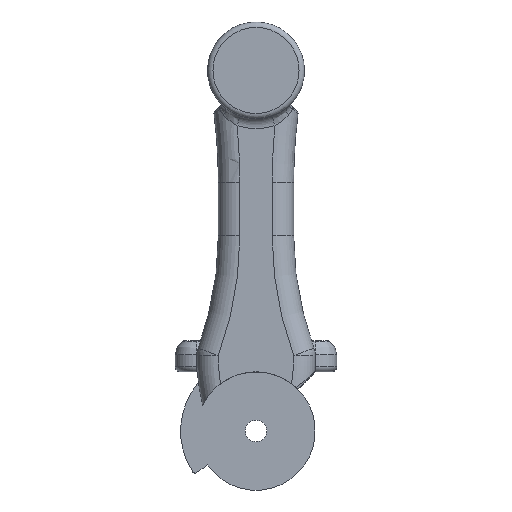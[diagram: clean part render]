
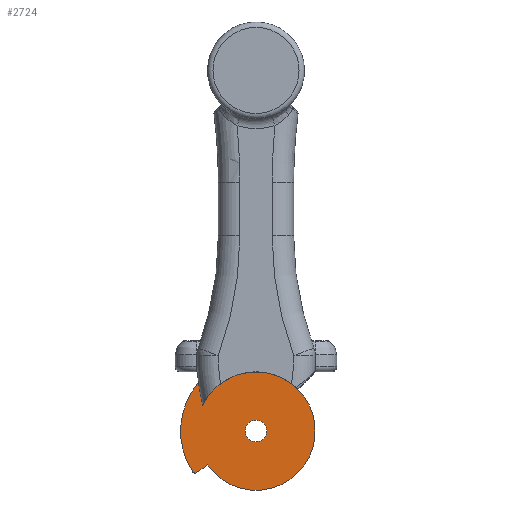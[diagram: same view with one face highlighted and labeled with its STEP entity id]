
A CAD part, left-side view. The second image highlights one B-rep face of the part: STEP entity #2724.
In plain terms, the highlighted planar face has unit normal (-1, 0, 0).
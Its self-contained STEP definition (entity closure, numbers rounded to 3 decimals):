
#105=LINE('',#4689,#229);
#229=VECTOR('',#3244,10.);
#510=FACE_BOUND('',#826,.T.);
#660=FACE_OUTER_BOUND('',#825,.T.);
#825=EDGE_LOOP('',(#2486,#2487,#2488,#2489,#2490,#2491));
#826=EDGE_LOOP('',(#2492));
#880=CIRCLE('',#2823,0.25);
#891=CIRCLE('',#2841,5.5);
#992=CIRCLE('',#3000,7.);
#993=CIRCLE('',#3002,5.5);
#1006=CIRCLE('',#3035,19.468);
#1013=CIRCLE('',#3050,1.);
#1094=VERTEX_POINT('',#4679);
#1095=VERTEX_POINT('',#4681);
#1097=VERTEX_POINT('',#4687);
#1112=VERTEX_POINT('',#4808);
#1118=VERTEX_POINT('',#4844);
#1244=VERTEX_POINT('',#5940);
#1273=VERTEX_POINT('',#6126);
#1390=EDGE_CURVE('',#1094,#1095,#880,.T.);
#1394=EDGE_CURVE('',#1094,#1097,#105,.T.);
#1423=EDGE_CURVE('',#1112,#1118,#891,.T.);
#1628=EDGE_CURVE('',#1244,#1095,#992,.T.);
#1632=EDGE_CURVE('',#1097,#1112,#993,.T.);
#1675=EDGE_CURVE('',#1244,#1118,#1006,.T.);
#1685=EDGE_CURVE('',#1273,#1273,#1013,.T.);
#2486=ORIENTED_EDGE('',*,*,#1390,.F.);
#2487=ORIENTED_EDGE('',*,*,#1394,.T.);
#2488=ORIENTED_EDGE('',*,*,#1632,.T.);
#2489=ORIENTED_EDGE('',*,*,#1423,.T.);
#2490=ORIENTED_EDGE('',*,*,#1675,.F.);
#2491=ORIENTED_EDGE('',*,*,#1628,.T.);
#2492=ORIENTED_EDGE('',*,*,#1685,.T.);
#2570=PLANE('',#3049);
#2724=ADVANCED_FACE('',(#660,#510),#2570,.F.);
#2823=AXIS2_PLACEMENT_3D('',#4682,#3237,#3238);
#2841=AXIS2_PLACEMENT_3D('',#4846,#3286,#3287);
#3000=AXIS2_PLACEMENT_3D('',#5941,#3655,#3656);
#3002=AXIS2_PLACEMENT_3D('',#5966,#3660,#3661);
#3035=AXIS2_PLACEMENT_3D('',#6103,#3747,#3748);
#3049=AXIS2_PLACEMENT_3D('',#6125,#3778,#3779);
#3050=AXIS2_PLACEMENT_3D('',#6127,#3780,#3781);
#3237=DIRECTION('center_axis',(1.,0.,0.));
#3238=DIRECTION('ref_axis',(0.,0.192,-0.981));
#3244=DIRECTION('',(0.,-0.819,0.574));
#3286=DIRECTION('center_axis',(-1.,0.,0.));
#3287=DIRECTION('ref_axis',(0.,1.,0.));
#3655=DIRECTION('center_axis',(-1.,0.,0.));
#3656=DIRECTION('ref_axis',(0.,1.,0.));
#3660=DIRECTION('center_axis',(-1.,0.,0.));
#3661=DIRECTION('ref_axis',(0.,1.,0.));
#3747=DIRECTION('center_axis',(-1.,0.,0.));
#3748=DIRECTION('ref_axis',(0.,0.972,-0.236));
#3778=DIRECTION('center_axis',(1.,0.,0.));
#3779=DIRECTION('ref_axis',(0.,1.,0.));
#3780=DIRECTION('center_axis',(1.,0.,0.));
#3781=DIRECTION('ref_axis',(0.,1.,0.));
#4679=CARTESIAN_POINT('',(-3.75,5.525,-3.869));
#4681=CARTESIAN_POINT('',(-3.75,5.879,-3.8));
#4682=CARTESIAN_POINT('Origin',(-3.75,5.669,-3.664));
#4687=CARTESIAN_POINT('',(-3.75,4.505,-3.155));
#4689=CARTESIAN_POINT('',(-3.75,0.,0.));
#4808=CARTESIAN_POINT('',(-3.75,-3.889,3.889));
#4844=CARTESIAN_POINT('',(-3.75,4.949,2.4));
#4846=CARTESIAN_POINT('Origin',(-3.75,0.,0.));
#5940=CARTESIAN_POINT('',(-3.75,5.342,4.524));
#5941=CARTESIAN_POINT('Origin',(-3.75,0.,0.));
#5966=CARTESIAN_POINT('Origin',(-3.75,0.,0.));
#6103=CARTESIAN_POINT('Origin',(-3.75,-13.968,7.));
#6125=CARTESIAN_POINT('Origin',(-3.75,0.,0.));
#6126=CARTESIAN_POINT('',(-3.75,-1.,0.));
#6127=CARTESIAN_POINT('Origin',(-3.75,0.,0.));
